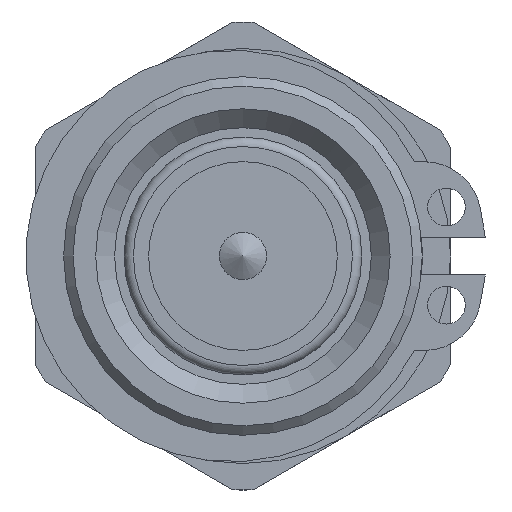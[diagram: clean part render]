
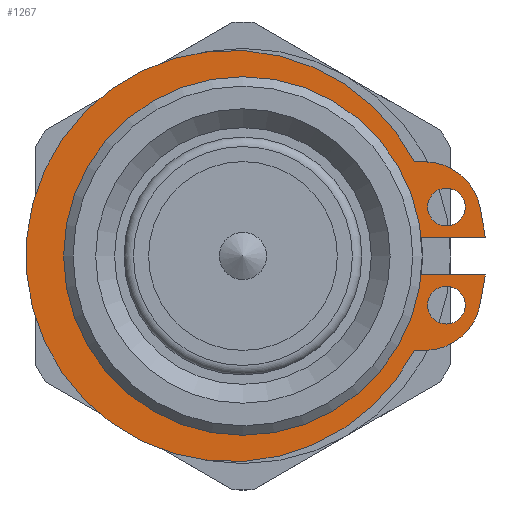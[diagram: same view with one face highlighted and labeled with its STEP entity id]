
A CAD part, left-side view. The second image highlights one B-rep face of the part: STEP entity #1267.
In plain terms, the highlighted planar face has unit normal (-1, 0, 0).
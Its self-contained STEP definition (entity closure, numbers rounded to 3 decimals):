
#59=LINE('',#2004,#133);
#62=LINE('',#2013,#136);
#66=LINE('',#2025,#140);
#68=LINE('',#2029,#142);
#71=LINE('',#2036,#145);
#75=LINE('',#2042,#149);
#133=VECTOR('',#1598,10.);
#136=VECTOR('',#1607,10.);
#140=VECTOR('',#1621,10.);
#142=VECTOR('',#1625,10.);
#145=VECTOR('',#1630,10.);
#149=VECTOR('',#1636,10.);
#302=FACE_BOUND('',#422,.T.);
#303=FACE_BOUND('',#423,.T.);
#336=FACE_OUTER_BOUND('',#421,.T.);
#421=EDGE_LOOP('',(#953,#954,#955,#956,#957,#958,#959,#960,#961,#962));
#422=EDGE_LOOP('',(#963));
#423=EDGE_LOOP('',(#964));
#510=CIRCLE('',#1379,3.);
#511=CIRCLE('',#1382,3.);
#512=CIRCLE('',#1385,1.);
#513=CIRCLE('',#1387,1.);
#514=CIRCLE('',#1393,10.9);
#515=CIRCLE('',#1395,9.);
#604=VERTEX_POINT('',#1996);
#605=VERTEX_POINT('',#1997);
#606=VERTEX_POINT('',#2002);
#607=VERTEX_POINT('',#2006);
#608=VERTEX_POINT('',#2007);
#609=VERTEX_POINT('',#2012);
#610=VERTEX_POINT('',#2016);
#611=VERTEX_POINT('',#2020);
#612=VERTEX_POINT('',#2024);
#613=VERTEX_POINT('',#2028);
#615=VERTEX_POINT('',#2034);
#616=VERTEX_POINT('',#2035);
#718=EDGE_CURVE('',#604,#605,#510,.T.);
#722=EDGE_CURVE('',#606,#604,#59,.T.);
#723=EDGE_CURVE('',#607,#608,#511,.T.);
#726=EDGE_CURVE('',#608,#609,#62,.T.);
#728=EDGE_CURVE('',#610,#610,#512,.T.);
#730=EDGE_CURVE('',#611,#611,#513,.T.);
#732=EDGE_CURVE('',#605,#612,#66,.T.);
#734=EDGE_CURVE('',#612,#613,#68,.T.);
#737=EDGE_CURVE('',#615,#616,#71,.T.);
#741=EDGE_CURVE('',#616,#607,#75,.T.);
#742=EDGE_CURVE('',#609,#606,#514,.T.);
#743=EDGE_CURVE('',#613,#615,#515,.T.);
#953=ORIENTED_EDGE('',*,*,#718,.F.);
#954=ORIENTED_EDGE('',*,*,#722,.F.);
#955=ORIENTED_EDGE('',*,*,#742,.F.);
#956=ORIENTED_EDGE('',*,*,#726,.F.);
#957=ORIENTED_EDGE('',*,*,#723,.F.);
#958=ORIENTED_EDGE('',*,*,#741,.F.);
#959=ORIENTED_EDGE('',*,*,#737,.F.);
#960=ORIENTED_EDGE('',*,*,#743,.F.);
#961=ORIENTED_EDGE('',*,*,#734,.F.);
#962=ORIENTED_EDGE('',*,*,#732,.F.);
#963=ORIENTED_EDGE('',*,*,#728,.T.);
#964=ORIENTED_EDGE('',*,*,#730,.T.);
#1221=PLANE('',#1394);
#1267=ADVANCED_FACE('',(#336,#302,#303),#1221,.T.);
#1379=AXIS2_PLACEMENT_3D('',#1998,#1591,#1592);
#1382=AXIS2_PLACEMENT_3D('',#2008,#1601,#1602);
#1385=AXIS2_PLACEMENT_3D('',#2017,#1611,#1612);
#1387=AXIS2_PLACEMENT_3D('',#2021,#1616,#1617);
#1393=AXIS2_PLACEMENT_3D('',#2044,#1639,#1640);
#1394=AXIS2_PLACEMENT_3D('',#2045,#1641,#1642);
#1395=AXIS2_PLACEMENT_3D('',#2046,#1643,#1644);
#1591=DIRECTION('center_axis',(1.,0.,0.));
#1592=DIRECTION('ref_axis',(0.,-0.643,0.766));
#1598=DIRECTION('',(0.,-1.,0.));
#1601=DIRECTION('center_axis',(1.,0.,0.));
#1602=DIRECTION('ref_axis',(0.,-0.642,-0.766));
#1607=DIRECTION('',(0.,1.,0.));
#1611=DIRECTION('center_axis',(1.,0.,0.));
#1612=DIRECTION('ref_axis',(0.,0.,
1.));
#1616=DIRECTION('center_axis',(1.,0.,0.));
#1617=DIRECTION('ref_axis',(0.,0.,
1.));
#1621=DIRECTION('',(0.,-0.173,-0.985));
#1625=DIRECTION('',(0.,1.,0.));
#1630=DIRECTION('',(0.,-1.,0.));
#1636=DIRECTION('',(0.,0.174,-0.985));
#1639=DIRECTION('center_axis',(1.,0.,0.));
#1640=DIRECTION('ref_axis',(0.,-0.889,0.458));
#1641=DIRECTION('center_axis',(-1.,0.,0.));
#1642=DIRECTION('ref_axis',(0.,0.,
1.));
#1643=DIRECTION('center_axis',(-1.,0.,0.));
#1644=DIRECTION('ref_axis',(0.,1.,0.));
#1996=CARTESIAN_POINT('',(5.3,-9.624,4.995));
#1997=CARTESIAN_POINT('',(5.3,-12.577,2.515));
#1998=CARTESIAN_POINT('Origin',(5.3,-9.623,1.995));
#2002=CARTESIAN_POINT('',(5.3,-9.088,4.996));
#2004=CARTESIAN_POINT('',(5.3,-12.141,4.994));
#2006=CARTESIAN_POINT('',(5.3,-12.575,-2.527));
#2007=CARTESIAN_POINT('',(5.3,-9.619,-5.005));
#2008=CARTESIAN_POINT('Origin',(5.3,-9.621,-2.005));
#2012=CARTESIAN_POINT('',(5.3,-9.083,-5.004));
#2013=CARTESIAN_POINT('',(5.3,-9.083,-5.004));
#2016=CARTESIAN_POINT('',(5.3,-10.781,1.595));
#2017=CARTESIAN_POINT('Origin',(5.3,-10.781,2.595));
#2020=CARTESIAN_POINT('',(5.3,-10.778,-3.605));
#2021=CARTESIAN_POINT('Origin',(5.3,-10.779,-2.605));
#2024=CARTESIAN_POINT('',(5.3,-12.845,0.994));
#2025=CARTESIAN_POINT('',(5.3,-12.845,0.994));
#2028=CARTESIAN_POINT('',(5.3,-8.945,0.996));
#2029=CARTESIAN_POINT('',(5.3,-8.945,0.996));
#2034=CARTESIAN_POINT('',(5.3,-8.944,-1.004));
#2035=CARTESIAN_POINT('',(5.3,-12.844,-1.006));
#2036=CARTESIAN_POINT('',(5.3,-12.844,-1.006));
#2042=CARTESIAN_POINT('',(5.3,-12.136,-5.006));
#2044=CARTESIAN_POINT('Origin',(5.3,0.6,0.));
#2045=CARTESIAN_POINT('Origin',(5.3,-1.48,-0.001));
#2046=CARTESIAN_POINT('Origin',(5.3,0.,0.));
